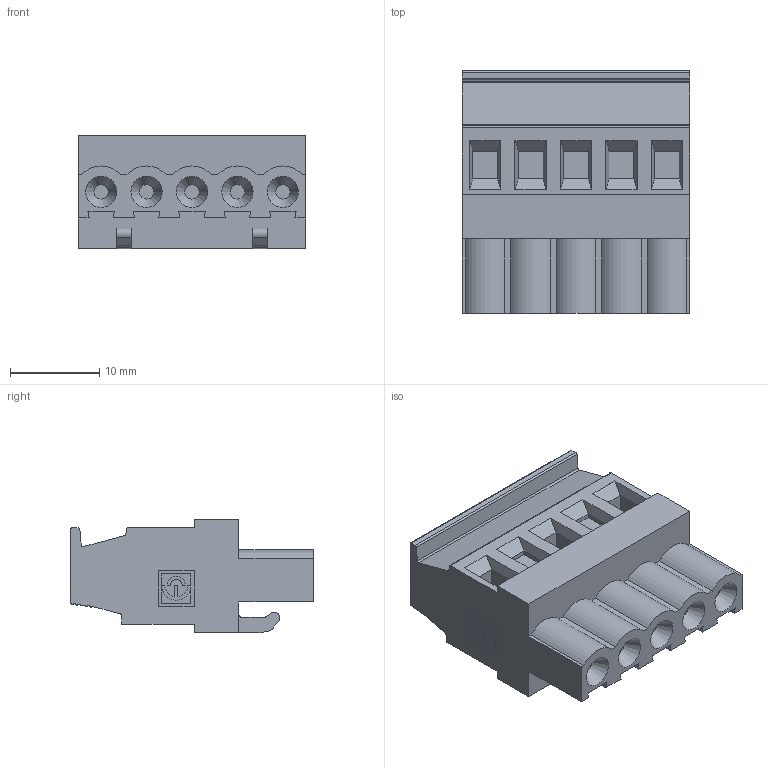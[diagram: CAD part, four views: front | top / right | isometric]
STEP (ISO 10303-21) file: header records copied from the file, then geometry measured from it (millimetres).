
FILE_DESCRIPTION(('STEP AP214'),'1');
FILE_NAME('SV03-10,16-P.stp','2021-06-28T14:28:28',(' '),(' '),'Spatial InterOp 3D',' ',' ');
FILE_SCHEMA(('AUTOMOTIVE_DESIGN { 1 0 10303 214 1 1 1 1 }'));
Length unit declared in the file: metre
Products named in the file (1): 1624890093
Bounding box: 25.4 x 27.1 x 12.7 mm (x, y, z)
Volume: 5483.2 mm3; surface area: 3341.9 mm2
Topology: 1 solids, 1 shells, 200 faces, 512 edges, 333 vertices
Faces by surface type: plane 149, cylinder 45, cone 5, extrusion 1
Full cylindrical faces by diameter (mm): 1.6 x5, 4 x5
Entity records: 7456 total; most frequent: CARTESIAN_POINT 1036, DIRECTION 983, ORIENTED_EDGE 974, EDGE_CURVE 487, VECTOR 375, LINE 374, VERTEX_POINT 323, AXIS2_PLACEMENT_3D 304
